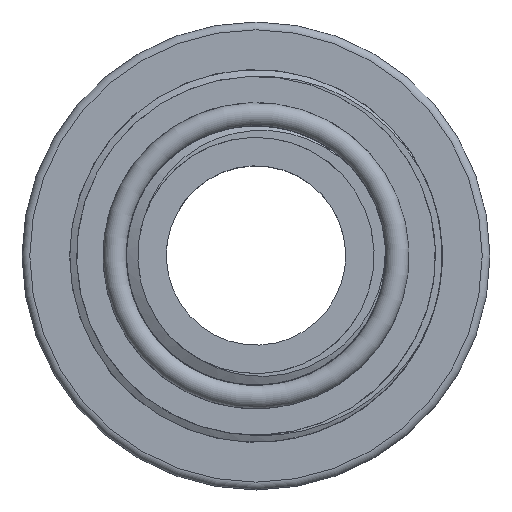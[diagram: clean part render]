
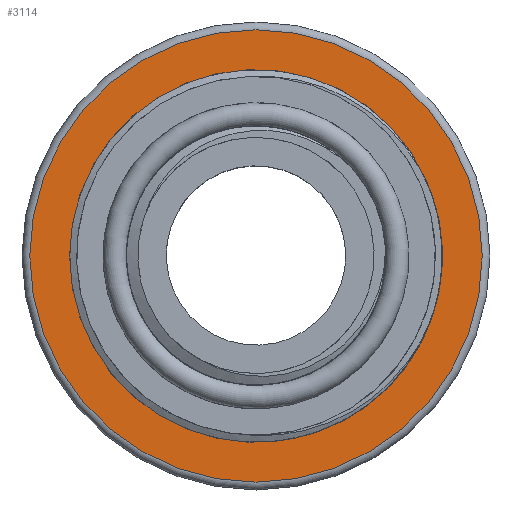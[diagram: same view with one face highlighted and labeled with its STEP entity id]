
A CAD part, top view. The second image highlights one B-rep face of the part: STEP entity #3114.
In plain terms, the highlighted planar face has unit normal (0, 0, 1).
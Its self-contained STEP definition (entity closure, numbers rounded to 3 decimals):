
#3114=ADVANCED_FACE('',(#6043,#6044),#4490,.T.);
#4490=PLANE('',#31009);
#6043=FACE_BOUND('',#7338,.T.);
#6044=FACE_BOUND('',#7339,.T.);
#7338=EDGE_LOOP('',(#20602));
#7339=EDGE_LOOP('',(#20603));
#20602=ORIENTED_EDGE('',*,*,#28794,.T.);
#20603=ORIENTED_EDGE('',*,*,#28793,.T.);
#24896=VERTEX_POINT('',#54299);
#24897=VERTEX_POINT('',#54814);
#28793=EDGE_CURVE('',#24896,#24896,#29716,.T.);
#28794=EDGE_CURVE('',#24897,#24897,#29717,.T.);
#29716=CIRCLE('',#31006,23.902);
#29717=CIRCLE('',#31008,29.);
#31006=AXIS2_PLACEMENT_3D('',#54298,#36442,#36443);
#31008=AXIS2_PLACEMENT_3D('',#54813,#36446,#36447);
#31009=AXIS2_PLACEMENT_3D('',#54815,#36448,#36449);
#36442=DIRECTION('',(0.,0.,-1.));
#36443=DIRECTION('',(-1.,0.,0.));
#36446=DIRECTION('',(0.,0.,1.));
#36447=DIRECTION('',(-1.,0.,0.));
#36448=DIRECTION('',(0.,0.,1.));
#36449=DIRECTION('',(-1.,0.,0.));
#54298=CARTESIAN_POINT('',(-173.05,-8.164,15.));
#54299=CARTESIAN_POINT('',(-196.951,-8.164,15.));
#54813=CARTESIAN_POINT('',(-173.05,-8.164,15.));
#54814=CARTESIAN_POINT('',(-202.05,-8.164,15.));
#54815=CARTESIAN_POINT('',(-173.05,-8.164,15.));
